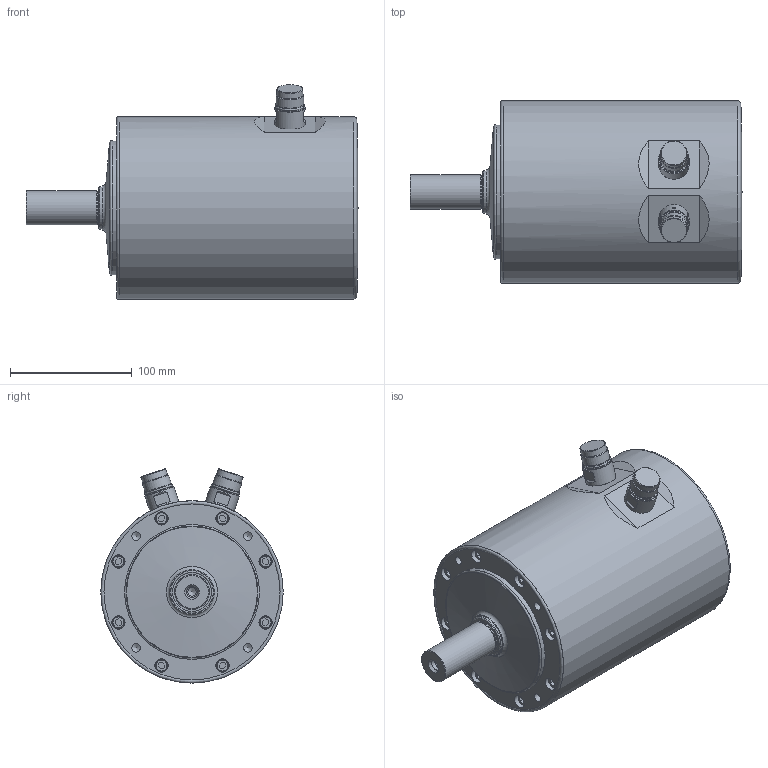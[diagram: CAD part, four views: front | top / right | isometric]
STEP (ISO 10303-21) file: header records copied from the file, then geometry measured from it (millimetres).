
FILE_DESCRIPTION(/* description */ (''),/* implementation_level */ '2;1');
FILE_NAME(/* name */ 'CM2H_KSYMotor-Welle-B14-56X_01_KSY564_SteckerResolver.stp',/* time_stamp */ '2023-08-04T14:18:17+02:00',/* author */ (''),/* organization */ (''),/* preprocessor_version */ 'ST-DEVELOPER v16',/* originating_system */ 'SIEMENS PLM Software NX 10.0',/* authorisation */ '');
FILE_SCHEMA (('AUTOMOTIVE_DESIGN { 1 0 10303 214 3 1 1 1 }'));
Length unit declared in the file: millimetre
Products named in the file (3): 014349_D; KSY564E_HD_R4_SEW_Rumpf; KSY564E_HD_R4_SEW
Assembly tree (3 placements, depth 2):
  KSY564E_HD_R4_SEW
    KSY564E_HD_R4_SEW_Rumpf
    014349_D  x2
Bounding box: 273 x 150 x 176.24 mm (x, y, z)
Volume: 3616537.1 mm3; surface area: 150951.6 mm2
Topology: 3 solids, 4 shells, 205 faces, 430 edges, 282 vertices
Faces by surface type: plane 119, cylinder 51, cone 20, torus 12, sphere 2, bspline 1
Full cylindrical faces by diameter (mm): 6.985 x5, 9 x1, 10 x8, 11 x8, 16 x1, 21 x2, 21.15 x4, 21.5 x2, 22.7 x2, 23 x4, 25 x3, 27.5 x1, 28 x1, 32 x2, 35 x2, 36.6 x1, 110 x1, 150 x1
Entity records: 4504 total; most frequent: DIRECTION 752, CARTESIAN_POINT 741, ORIENTED_EDGE 556, AXIS2_PLACEMENT_3D 295, EDGE_LOOP 292, EDGE_CURVE 278, VERTEX_POINT 225, FACE_BOUND 224
